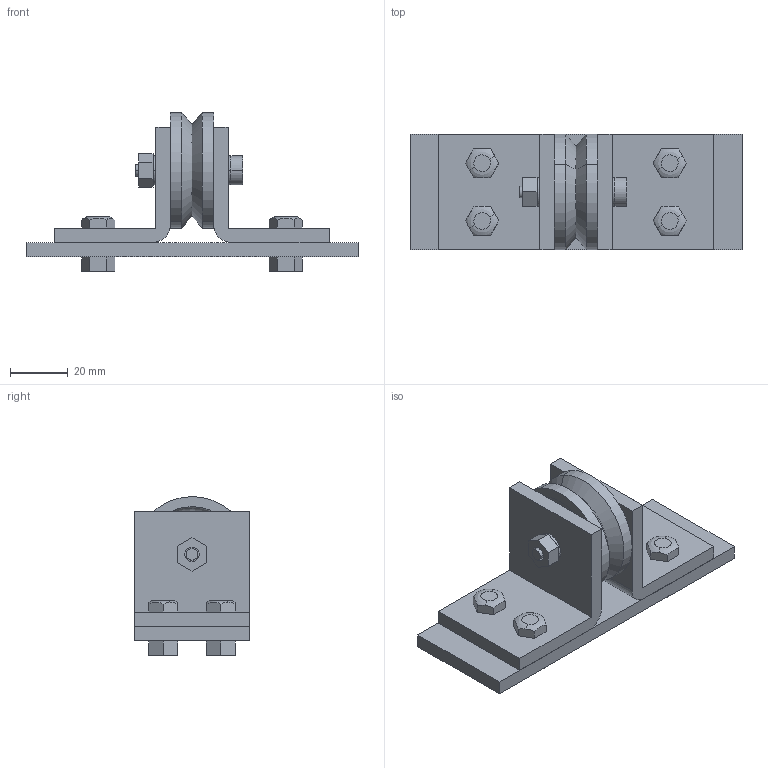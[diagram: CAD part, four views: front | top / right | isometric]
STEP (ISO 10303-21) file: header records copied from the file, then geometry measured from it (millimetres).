
FILE_DESCRIPTION(('CATIA V5 STEP Exchange'),'2;1');
FILE_NAME('wheel support assembly.stp','2020-05-15T11:43:39+00:00',('none'),('none'),'CATIA Version 5 Release 21 GA (IN-10)','CATIA V5 STEP AP203','none');
FILE_SCHEMA(('CONFIG_CONTROL_DESIGN'));
Length unit declared in the file: millimetre
Products named in the file (1): wheel support assembly
Assembly tree (18 placements, depth 2):
  wheel support assembly
    #58
    #493  x2
    #977  x2
    #1161
    #1330
    #1499
    #2190
    #2436  x5
    #2742  x4
Bounding box: 115 x 40 x 54.99 mm (x, y, z)
Volume: 65884.3 mm3; surface area: 37134.3 mm2
Topology: 18 solids, 18 shells, 210 faces, 480 edges, 316 vertices
Faces by surface type: plane 116, cylinder 78, revolution 8, cone 4, torus 4
Entity records: 3274 total; most frequent: CARTESIAN_POINT 629, ORIENTED_EDGE 486, DIRECTION 456, EDGE_CURVE 243, AXIS2_PLACEMENT_3D 228, VERTEX_POINT 158, EDGE_LOOP 141, CIRCLE 118
